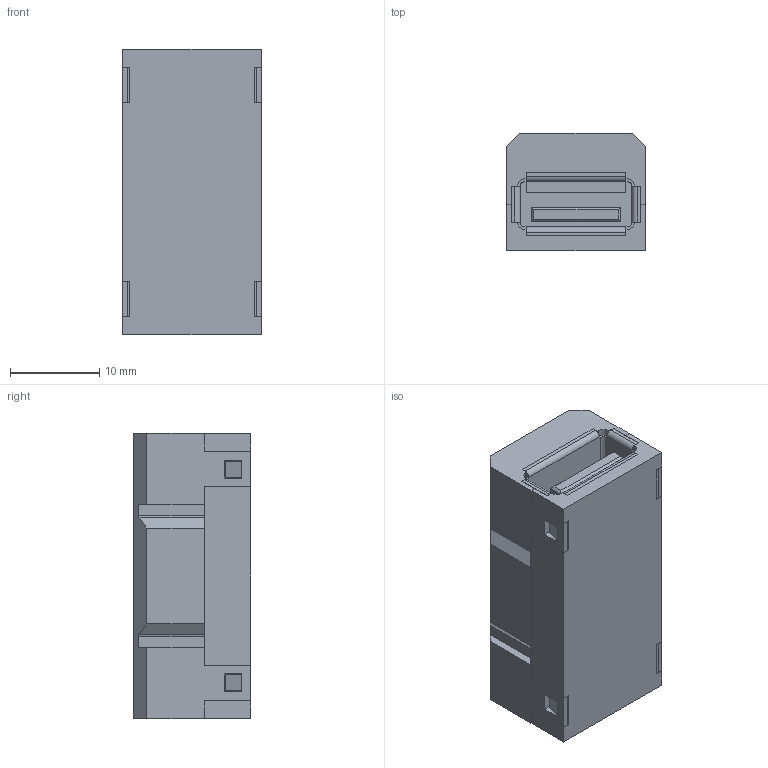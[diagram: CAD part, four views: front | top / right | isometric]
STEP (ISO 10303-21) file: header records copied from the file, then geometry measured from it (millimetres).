
FILE_DESCRIPTION (( 'STEP AP214' ), '1' );
FILE_NAME ('j80029A0004H50.STEP', '2013-11-04T13:22:37', ( 'Wartung' ), ( '' ), 'SwSTEP 2.0', 'SolidWorks 2013', '' );
FILE_SCHEMA (( 'AUTOMOTIVE_DESIGN' ));
Length unit declared in the file: millimetre
Products named in the file (4): J00029A0079H3; J00029A0079H2_Nuten einseitig; J00029A0079H1; j80029A0004H50
Assembly tree (4 placements, depth 2):
  j80029A0004H50
    J00029A0079H1
    J00029A0079H2_Nuten einseitig
    J00029A0079H3  x2
Bounding box: 15.6 x 13.19 x 32 mm (x, y, z)
Volume: 5301.2 mm3; surface area: 6862.2 mm2
Topology: 4 solids, 4 shells, 349 faces, 986 edges, 654 vertices
Faces by surface type: plane 285, cylinder 64
Entity records: 9336 total; most frequent: CARTESIAN_POINT 1653, ORIENTED_EDGE 1620, DIRECTION 1484, EDGE_CURVE 810, VECTOR 714, LINE 714, VERTEX_POINT 538, AXIS2_PLACEMENT_3D 385
